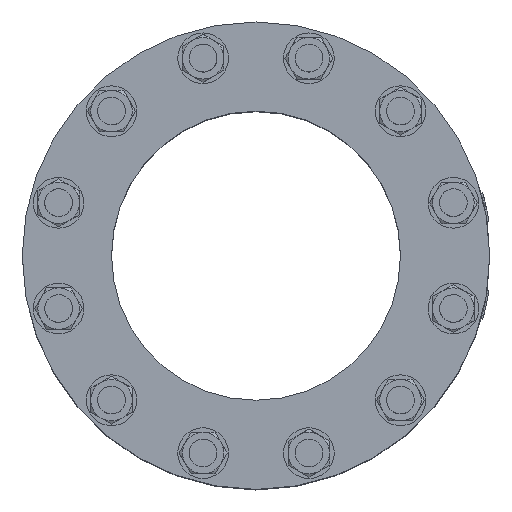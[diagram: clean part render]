
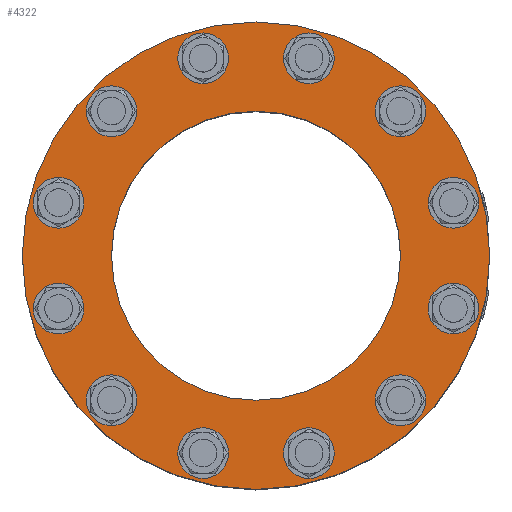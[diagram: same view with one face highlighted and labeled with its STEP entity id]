
A CAD part, top view. The second image highlights one B-rep face of the part: STEP entity #4322.
In plain terms, the highlighted planar face has unit normal (0, 0, 1).
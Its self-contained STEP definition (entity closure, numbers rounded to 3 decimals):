
#2469 = DIRECTION ( 'NONE',  ( 0., 0., -1. ) ) ;
#2474 = CARTESIAN_POINT ( 'NONE',  ( 0., 0., 280. ) ) ;
#2475 = PLANE ( 'NONE',  #7632 ) ;
#2476 = DIRECTION ( 'NONE',  ( 1., 0., 0. ) ) ;
#2978 = EDGE_LOOP ( 'NONE', ( #15218 ) ) ;
#2979 = EDGE_LOOP ( 'NONE', ( #15219 ) ) ;
#2980 = EDGE_LOOP ( 'NONE', ( #15221 ) ) ;
#2981 = EDGE_LOOP ( 'NONE', ( #15220 ) ) ;
#2983 = EDGE_LOOP ( 'NONE', ( #15222 ) ) ;
#2985 = EDGE_LOOP ( 'NONE', ( #15223 ) ) ;
#2986 = EDGE_LOOP ( 'NONE', ( #15229 ) ) ;
#2992 = EDGE_LOOP ( 'NONE', ( #15227 ) ) ;
#2994 = EDGE_LOOP ( 'NONE', ( #15231 ) ) ;
#2995 = EDGE_LOOP ( 'NONE', ( #15224 ) ) ;
#2996 = EDGE_LOOP ( 'NONE', ( #15228 ) ) ;
#2998 = EDGE_LOOP ( 'NONE', ( #15226 ) ) ;
#3001 = EDGE_LOOP ( 'NONE', ( #15230 ) ) ;
#3009 = EDGE_LOOP ( 'NONE', ( #15225 ) ) ;
#4322 = ADVANCED_FACE ( 'NONE', ( #12470, #12468, #12449, #12457, #12471, #12473, #12474, #12475, #12476, #12477, #12478, #12479, #12480, #12481 ), #2475, .F. ) ;
#5351 = EDGE_CURVE ( 'NONE', #15675, #15675, #8869, .T. ) ;
#5352 = EDGE_CURVE ( 'NONE', #15676, #15676, #8872, .T. ) ;
#5385 = EDGE_CURVE ( 'NONE', #15685, #15685, #8901, .T. ) ;
#5400 = EDGE_CURVE ( 'NONE', #15688, #15688, #8920, .T. ) ;
#5406 = EDGE_CURVE ( 'NONE', #15690, #15690, #8926, .T. ) ;
#5420 = EDGE_CURVE ( 'NONE', #15694, #15694, #8935, .T. ) ;
#5448 = EDGE_CURVE ( 'NONE', #15699, #15699, #8967, .T. ) ;
#5451 = EDGE_CURVE ( 'NONE', #15700, #15700, #8972, .T. ) ;
#5459 = EDGE_CURVE ( 'NONE', #15702, #15702, #8978, .T. ) ;
#5461 = EDGE_CURVE ( 'NONE', #15703, #15703, #8979, .T. ) ;
#5465 = EDGE_CURVE ( 'NONE', #15704, #15704, #8983, .T. ) ;
#5467 = EDGE_CURVE ( 'NONE', #15706, #15706, #8987, .T. ) ;
#5468 = EDGE_CURVE ( 'NONE', #15707, #15707, #8988, .T. ) ;
#5477 = EDGE_CURVE ( 'NONE', #15709, #15709, #8998, .T. ) ;
#7632 = AXIS2_PLACEMENT_3D ( 'NONE', #2474, #2469, #2476 ) ;
#8869 = CIRCLE ( 'NONE', #9748, 22. ) ;
#8872 = CIRCLE ( 'NONE', #9749, 203. ) ;
#8901 = CIRCLE ( 'NONE', #9760, 22. ) ;
#8920 = CIRCLE ( 'NONE', #9765, 22. ) ;
#8926 = CIRCLE ( 'NONE', #9769, 125.5 ) ;
#8935 = CIRCLE ( 'NONE', #9776, 22. ) ;
#8967 = CIRCLE ( 'NONE', #9784, 22. ) ;
#8972 = CIRCLE ( 'NONE', #9785, 22. ) ;
#8978 = CIRCLE ( 'NONE', #9788, 22. ) ;
#8979 = CIRCLE ( 'NONE', #9790, 22. ) ;
#8983 = CIRCLE ( 'NONE', #9792, 22. ) ;
#8987 = CIRCLE ( 'NONE', #9794, 22. ) ;
#8988 = CIRCLE ( 'NONE', #9795, 22. ) ;
#8998 = CIRCLE ( 'NONE', #9797, 22. ) ;
#9748 = AXIS2_PLACEMENT_3D ( 'NONE', #10395, #10396, #10397 ) ;
#9749 = AXIS2_PLACEMENT_3D ( 'NONE', #10398, #10399, #10400 ) ;
#9760 = AXIS2_PLACEMENT_3D ( 'NONE', #10528, #10529, #10530 ) ;
#9765 = AXIS2_PLACEMENT_3D ( 'NONE', #10601, #10602, #10603 ) ;
#9769 = AXIS2_PLACEMENT_3D ( 'NONE', #10623, #10624, #10625 ) ;
#9776 = AXIS2_PLACEMENT_3D ( 'NONE', #10693, #10694, #10695 ) ;
#9784 = AXIS2_PLACEMENT_3D ( 'NONE', #10793, #10794, #10795 ) ;
#9785 = AXIS2_PLACEMENT_3D ( 'NONE', #10808, #10809, #10810 ) ;
#9788 = AXIS2_PLACEMENT_3D ( 'NONE', #10843, #10844, #10845 ) ;
#9790 = AXIS2_PLACEMENT_3D ( 'NONE', #10850, #10851, #10852 ) ;
#9792 = AXIS2_PLACEMENT_3D ( 'NONE', #10868, #10869, #10870 ) ;
#9794 = AXIS2_PLACEMENT_3D ( 'NONE', #10876, #10877, #10878 ) ;
#9795 = AXIS2_PLACEMENT_3D ( 'NONE', #10879, #10880, #10881 ) ;
#9797 = AXIS2_PLACEMENT_3D ( 'NONE', #10916, #10917, #10918 ) ;
#10395 = CARTESIAN_POINT ( 'NONE',  ( -125.511, 125.511, 280. ) ) ;
#10396 = DIRECTION ( 'NONE',  ( 0., 0., -1. ) ) ;
#10397 = DIRECTION ( 'NONE',  ( -0.5, 0.866, 0. ) ) ;
#10398 = CARTESIAN_POINT ( 'NONE',  ( 0., 0., 280. ) ) ;
#10399 = DIRECTION ( 'NONE',  ( 0., 0., -1. ) ) ;
#10400 = DIRECTION ( 'NONE',  ( 1., 0., 0. ) ) ;
#10528 = CARTESIAN_POINT ( 'NONE',  ( 125.511, -125.511, 280. ) ) ;
#10529 = DIRECTION ( 'NONE',  ( 0., 0., -1. ) ) ;
#10530 = DIRECTION ( 'NONE',  ( 0.5, -0.866, 0. ) ) ;
#10601 = CARTESIAN_POINT ( 'NONE',  ( 45.94, 171.452, 280. ) ) ;
#10602 = DIRECTION ( 'NONE',  ( 0., 0., -1. ) ) ;
#10603 = DIRECTION ( 'NONE',  ( 0.5, 0.866, 0. ) ) ;
#10623 = CARTESIAN_POINT ( 'NONE',  ( 0., 0., 280. ) ) ;
#10624 = DIRECTION ( 'NONE',  ( 0., 0., -1. ) ) ;
#10625 = DIRECTION ( 'NONE',  ( 1., 0., 0. ) ) ;
#10693 = CARTESIAN_POINT ( 'NONE',  ( -45.94, -171.452, 280. ) ) ;
#10694 = DIRECTION ( 'NONE',  ( 0., 0., -1. ) ) ;
#10695 = DIRECTION ( 'NONE',  ( -0.5, -0.866, 0. ) ) ;
#10793 = CARTESIAN_POINT ( 'NONE',  ( 125.511, 125.511, 280. ) ) ;
#10794 = DIRECTION ( 'NONE',  ( 0., 0., -1. ) ) ;
#10795 = DIRECTION ( 'NONE',  ( 0.866, 0.5, 0. ) ) ;
#10808 = CARTESIAN_POINT ( 'NONE',  ( 171.452, -45.94, 280. ) ) ;
#10809 = DIRECTION ( 'NONE',  ( 0., 0., -1. ) ) ;
#10810 = DIRECTION ( 'NONE',  ( 0.866, -0.5, 0. ) ) ;
#10843 = CARTESIAN_POINT ( 'NONE',  ( -45.94, 171.452, 280. ) ) ;
#10844 = DIRECTION ( 'NONE',  ( 0., 0., -1. ) ) ;
#10845 = DIRECTION ( 'NONE',  ( 0., 1., 0. ) ) ;
#10850 = CARTESIAN_POINT ( 'NONE',  ( 45.94, -171.452, 280. ) ) ;
#10851 = DIRECTION ( 'NONE',  ( 0., 0., -1. ) ) ;
#10852 = DIRECTION ( 'NONE',  ( 0., -1., 0. ) ) ;
#10868 = CARTESIAN_POINT ( 'NONE',  ( -125.511, -125.511, 280. ) ) ;
#10869 = DIRECTION ( 'NONE',  ( 0., 0., -1. ) ) ;
#10870 = DIRECTION ( 'NONE',  ( -0.866, -0.5, 0. ) ) ;
#10876 = CARTESIAN_POINT ( 'NONE',  ( 171.452, 45.94, 280. ) ) ;
#10877 = DIRECTION ( 'NONE',  ( 0., 0., -1. ) ) ;
#10878 = DIRECTION ( 'NONE',  ( 1., 0., 0. ) ) ;
#10879 = CARTESIAN_POINT ( 'NONE',  ( -171.452, -45.94, 280. ) ) ;
#10880 = DIRECTION ( 'NONE',  ( 0., 0., -1. ) ) ;
#10881 = DIRECTION ( 'NONE',  ( -1., 0., 0. ) ) ;
#10916 = CARTESIAN_POINT ( 'NONE',  ( -171.452, 45.94, 280. ) ) ;
#10917 = DIRECTION ( 'NONE',  ( 0., 0., -1. ) ) ;
#10918 = DIRECTION ( 'NONE',  ( -0.866, 0.5, 0. ) ) ;
#12449 = FACE_BOUND ( 'NONE', #2994, .T. ) ;
#12457 = FACE_BOUND ( 'NONE', #2996, .T. ) ;
#12468 = FACE_BOUND ( 'NONE', #2986, .T. ) ;
#12470 = FACE_BOUND ( 'NONE', #3001, .T. ) ;
#12471 = FACE_BOUND ( 'NONE', #2992, .T. ) ;
#12473 = FACE_BOUND ( 'NONE', #2998, .T. ) ;
#12474 = FACE_BOUND ( 'NONE', #3009, .T. ) ;
#12475 = FACE_BOUND ( 'NONE', #2995, .T. ) ;
#12476 = FACE_BOUND ( 'NONE', #2985, .T. ) ;
#12477 = FACE_BOUND ( 'NONE', #2983, .T. ) ;
#12478 = FACE_BOUND ( 'NONE', #2980, .T. ) ;
#12479 = FACE_BOUND ( 'NONE', #2981, .T. ) ;
#12480 = FACE_OUTER_BOUND ( 'NONE', #2979, .T. ) ;
#12481 = FACE_BOUND ( 'NONE', #2978, .T. ) ;
#14883 = CARTESIAN_POINT ( 'NONE',  ( -136.511, 144.564, 280. ) ) ;
#14884 = CARTESIAN_POINT ( 'NONE',  ( 203., 0., 280. ) ) ;
#14893 = CARTESIAN_POINT ( 'NONE',  ( 136.511, -144.564, 280. ) ) ;
#14896 = CARTESIAN_POINT ( 'NONE',  ( 56.94, 190.504, 280. ) ) ;
#14898 = CARTESIAN_POINT ( 'NONE',  ( 125.5, 0., 280. ) ) ;
#14902 = CARTESIAN_POINT ( 'NONE',  ( -56.94, -190.504, 280. ) ) ;
#14907 = CARTESIAN_POINT ( 'NONE',  ( 144.564, 136.511, 280. ) ) ;
#14908 = CARTESIAN_POINT ( 'NONE',  ( 190.504, -56.94, 280. ) ) ;
#14910 = CARTESIAN_POINT ( 'NONE',  ( -45.94, 193.452, 280. ) ) ;
#14911 = CARTESIAN_POINT ( 'NONE',  ( 45.94, -193.452, 280. ) ) ;
#14912 = CARTESIAN_POINT ( 'NONE',  ( -144.564, -136.511, 280. ) ) ;
#14914 = CARTESIAN_POINT ( 'NONE',  ( 193.452, 45.94, 280. ) ) ;
#14915 = CARTESIAN_POINT ( 'NONE',  ( -193.452, -45.94, 280. ) ) ;
#14917 = CARTESIAN_POINT ( 'NONE',  ( -190.504, 56.94, 280. ) ) ;
#15218 = ORIENTED_EDGE ( 'NONE', *, *, #5406, .T. ) ;
#15219 = ORIENTED_EDGE ( 'NONE', *, *, #5352, .F. ) ;
#15220 = ORIENTED_EDGE ( 'NONE', *, *, #5351, .T. ) ;
#15221 = ORIENTED_EDGE ( 'NONE', *, *, #5400, .T. ) ;
#15222 = ORIENTED_EDGE ( 'NONE', *, *, #5448, .T. ) ;
#15223 = ORIENTED_EDGE ( 'NONE', *, *, #5459, .T. ) ;
#15224 = ORIENTED_EDGE ( 'NONE', *, *, #5467, .T. ) ;
#15225 = ORIENTED_EDGE ( 'NONE', *, *, #5461, .T. ) ;
#15226 = ORIENTED_EDGE ( 'NONE', *, *, #5385, .T. ) ;
#15227 = ORIENTED_EDGE ( 'NONE', *, *, #5468, .T. ) ;
#15228 = ORIENTED_EDGE ( 'NONE', *, *, #5420, .T. ) ;
#15229 = ORIENTED_EDGE ( 'NONE', *, *, #5451, .T. ) ;
#15230 = ORIENTED_EDGE ( 'NONE', *, *, #5477, .T. ) ;
#15231 = ORIENTED_EDGE ( 'NONE', *, *, #5465, .T. ) ;
#15675 = VERTEX_POINT ( 'NONE', #14883 ) ;
#15676 = VERTEX_POINT ( 'NONE', #14884 ) ;
#15685 = VERTEX_POINT ( 'NONE', #14893 ) ;
#15688 = VERTEX_POINT ( 'NONE', #14896 ) ;
#15690 = VERTEX_POINT ( 'NONE', #14898 ) ;
#15694 = VERTEX_POINT ( 'NONE', #14902 ) ;
#15699 = VERTEX_POINT ( 'NONE', #14907 ) ;
#15700 = VERTEX_POINT ( 'NONE', #14908 ) ;
#15702 = VERTEX_POINT ( 'NONE', #14910 ) ;
#15703 = VERTEX_POINT ( 'NONE', #14911 ) ;
#15704 = VERTEX_POINT ( 'NONE', #14912 ) ;
#15706 = VERTEX_POINT ( 'NONE', #14914 ) ;
#15707 = VERTEX_POINT ( 'NONE', #14915 ) ;
#15709 = VERTEX_POINT ( 'NONE', #14917 ) ;
